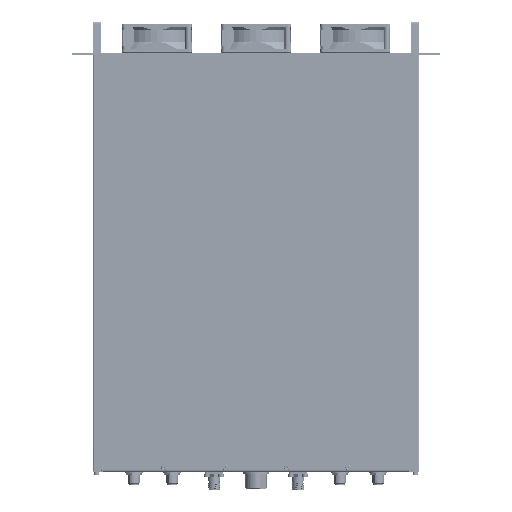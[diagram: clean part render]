
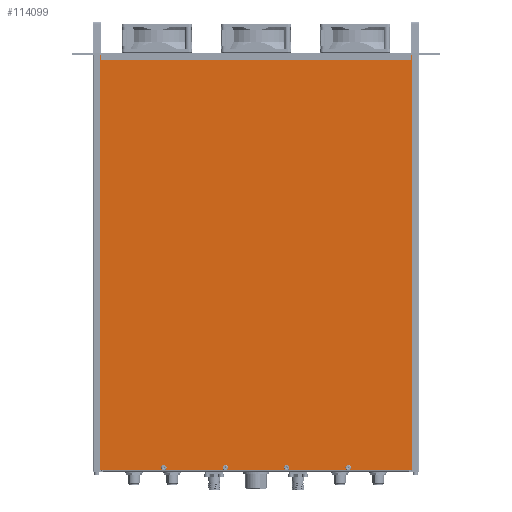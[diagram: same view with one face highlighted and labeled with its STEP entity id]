
A CAD part, front view. The second image highlights one B-rep face of the part: STEP entity #114099.
In plain terms, the highlighted planar face has unit normal (0, -1, 0).
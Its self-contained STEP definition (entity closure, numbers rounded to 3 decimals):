
#9089=LINE('',#209828,#14278);
#9093=LINE('',#209836,#14282);
#9096=LINE('',#209842,#14285);
#9098=LINE('',#209845,#14287);
#9099=LINE('',#209846,#14288);
#9100=LINE('',#209847,#14289);
#9101=LINE('',#209848,#14290);
#9102=LINE('',#209849,#14291);
#14278=VECTOR('',#137707,1000.);
#14282=VECTOR('',#137713,1000.);
#14285=VECTOR('',#137718,1000.);
#14287=VECTOR('',#137722,1000.);
#14288=VECTOR('',#137723,1000.);
#14289=VECTOR('',#137724,1000.);
#14290=VECTOR('',#137725,1000.);
#14291=VECTOR('',#137726,1000.);
#33331=ORIENTED_EDGE('',*,*,#48788,.T.);
#33332=ORIENTED_EDGE('',*,*,#48873,.T.);
#33333=ORIENTED_EDGE('',*,*,#48857,.T.);
#33334=ORIENTED_EDGE('',*,*,#48872,.T.);
#33335=ORIENTED_EDGE('',*,*,#48811,.T.);
#33336=ORIENTED_EDGE('',*,*,#48871,.T.);
#33337=ORIENTED_EDGE('',*,*,#48834,.T.);
#33338=ORIENTED_EDGE('',*,*,#48870,.T.);
#33339=ORIENTED_EDGE('',*,*,#48861,.T.);
#33340=ORIENTED_EDGE('',*,*,#48865,.T.);
#33341=ORIENTED_EDGE('',*,*,#48868,.T.);
#33342=ORIENTED_EDGE('',*,*,#48874,.T.);
#48788=EDGE_CURVE('',#57826,#57827,#62806,.T.);
#48811=EDGE_CURVE('',#57843,#57844,#62810,.T.);
#48834=EDGE_CURVE('',#57860,#57861,#62814,.T.);
#48857=EDGE_CURVE('',#57877,#57878,#62818,.T.);
#48861=EDGE_CURVE('',#57897,#57896,#9089,.T.);
#48865=EDGE_CURVE('',#57896,#57899,#9093,.T.);
#48868=EDGE_CURVE('',#57899,#57901,#9096,.T.);
#48870=EDGE_CURVE('',#57861,#57897,#9098,.T.);
#48871=EDGE_CURVE('',#57844,#57860,#9099,.T.);
#48872=EDGE_CURVE('',#57878,#57843,#9100,.T.);
#48873=EDGE_CURVE('',#57827,#57877,#9101,.T.);
#48874=EDGE_CURVE('',#57901,#57826,#9102,.T.);
#57826=VERTEX_POINT('',#209572);
#57827=VERTEX_POINT('',#209573);
#57843=VERTEX_POINT('',#209635);
#57844=VERTEX_POINT('',#209636);
#57860=VERTEX_POINT('',#209698);
#57861=VERTEX_POINT('',#209699);
#57877=VERTEX_POINT('',#209761);
#57878=VERTEX_POINT('',#209762);
#57896=VERTEX_POINT('',#209827);
#57897=VERTEX_POINT('',#209829);
#57899=VERTEX_POINT('',#209835);
#57901=VERTEX_POINT('',#209841);
#62806=CIRCLE('',#120765,3.5);
#62810=CIRCLE('',#120780,3.5);
#62814=CIRCLE('',#120795,3.5);
#62818=CIRCLE('',#120810,3.5);
#67820=EDGE_LOOP('',(#33331,#33332,#33333,#33334,#33335,#33336,#33337,#33338,
#33339,#33340,#33341,#33342));
#73543=FACE_BOUND('',#67820,.T.);
#76990=PLANE('',#120818);
#114099=ADVANCED_FACE('',(#73543),#76990,.T.);
#120765=AXIS2_PLACEMENT_3D('',#209628,#137566,#137567);
#120780=AXIS2_PLACEMENT_3D('',#209691,#137609,#137610);
#120795=AXIS2_PLACEMENT_3D('',#209754,#137652,#137653);
#120810=AXIS2_PLACEMENT_3D('',#209817,#137695,#137696);
#120818=AXIS2_PLACEMENT_3D('',#209850,#137727,#137728);
#137566=DIRECTION('',(0.,1.,0.));
#137567=DIRECTION('',(-1.,0.,0.));
#137609=DIRECTION('',(0.,1.,0.));
#137610=DIRECTION('',(-1.,0.,0.));
#137652=DIRECTION('',(0.,1.,0.));
#137653=DIRECTION('',(-1.,0.,0.));
#137695=DIRECTION('',(0.,1.,0.));
#137696=DIRECTION('',(-1.,0.,0.));
#137707=DIRECTION('',(0.,0.,1.));
#137713=DIRECTION('',(-1.,0.,0.));
#137718=DIRECTION('',(0.,0.,-1.));
#137722=DIRECTION('',(1.,0.,0.));
#137723=DIRECTION('',(1.,0.,0.));
#137724=DIRECTION('',(1.,0.,0.));
#137725=DIRECTION('',(1.,0.,0.));
#137726=DIRECTION('',(1.,0.,0.));
#137727=DIRECTION('',(0.,-1.,0.));
#137728=DIRECTION('',(-1.,0.,0.));
#209572=CARTESIAN_POINT('',(86.701,-14.3,-544.25));
#209573=CARTESIAN_POINT('',(89.299,-14.3,-544.25));
#209628=CARTESIAN_POINT('',(88.,-14.3,-541.));
#209635=CARTESIAN_POINT('',(247.701,-14.3,-544.25));
#209636=CARTESIAN_POINT('',(250.299,-14.3,-544.25));
#209691=CARTESIAN_POINT('',(249.,-14.3,-541.));
#209698=CARTESIAN_POINT('',(328.201,-14.3,-544.25));
#209699=CARTESIAN_POINT('',(330.799,-14.3,-544.25));
#209754=CARTESIAN_POINT('',(329.5,-14.3,-541.));
#209761=CARTESIAN_POINT('',(167.201,-14.3,-544.25));
#209762=CARTESIAN_POINT('',(169.799,-14.3,-544.25));
#209817=CARTESIAN_POINT('',(168.5,-14.3,-541.));
#209827=CARTESIAN_POINT('',(414.75,-14.3,-0.25));
#209828=CARTESIAN_POINT('',(414.75,-14.3,-544.25));
#209829=CARTESIAN_POINT('',(414.75,-14.3,-544.25));
#209835=CARTESIAN_POINT('',(2.75,-14.3,-0.25));
#209836=CARTESIAN_POINT('',(414.75,-14.3,-0.25));
#209841=CARTESIAN_POINT('',(2.75,-14.3,-544.25));
#209842=CARTESIAN_POINT('',(2.75,-14.3,-0.25));
#209845=CARTESIAN_POINT('',(2.75,-14.3,-544.25));
#209846=CARTESIAN_POINT('',(2.75,-14.3,-544.25));
#209847=CARTESIAN_POINT('',(2.75,-14.3,-544.25));
#209848=CARTESIAN_POINT('',(2.75,-14.3,-544.25));
#209849=CARTESIAN_POINT('',(2.75,-14.3,-544.25));
#209850=CARTESIAN_POINT('',(208.75,-14.3,-272.25));
